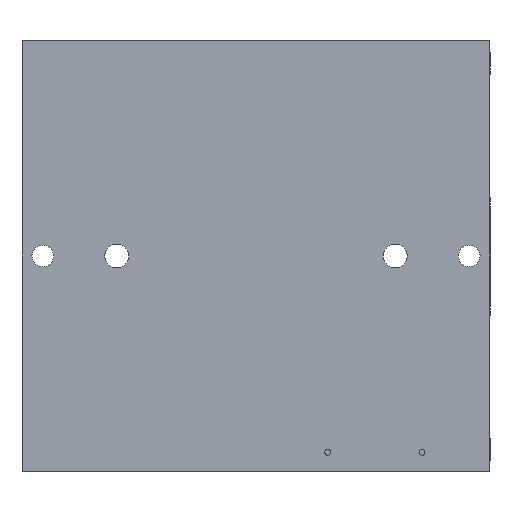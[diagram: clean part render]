
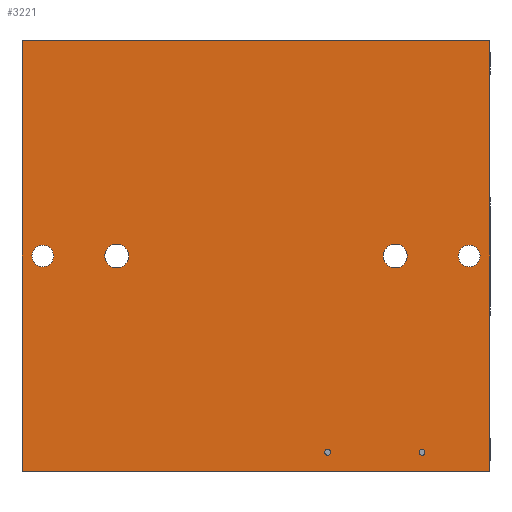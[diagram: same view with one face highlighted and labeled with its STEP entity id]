
A CAD part, front view. The second image highlights one B-rep face of the part: STEP entity #3221.
In plain terms, the highlighted planar face has unit normal (0, -1, 0).
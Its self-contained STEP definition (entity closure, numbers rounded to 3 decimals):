
#3 = ORIENTED_EDGE ( 'NONE', *, *, #1475, .F. ) ;
#18 = DIRECTION ( 'NONE',  ( 0., 0., -1. ) ) ;
#48 = CIRCLE ( 'NONE', #2235, 0.4 ) ;
#58 = FACE_OUTER_BOUND ( 'NONE', #2142, .T. ) ;
#86 = CARTESIAN_POINT ( 'NONE',  ( -12.61, 17.921, 30.188 ) ) ;
#131 = VERTEX_POINT ( 'NONE', #400 ) ;
#140 = AXIS2_PLACEMENT_3D ( 'NONE', #2334, #147, #2681 ) ;
#145 = ORIENTED_EDGE ( 'NONE', *, *, #3844, .F. ) ;
#147 = DIRECTION ( 'NONE',  ( 0., -1., 0. ) ) ;
#159 = FACE_BOUND ( 'NONE', #2031, .T. ) ;
#261 = LINE ( 'NONE', #768, #4001 ) ;
#271 = EDGE_CURVE ( 'NONE', #1472, #4132, #261, .T. ) ;
#273 = CARTESIAN_POINT ( 'NONE',  ( -22.56, 17.921, 30.328 ) ) ;
#278 = DIRECTION ( 'NONE',  ( 0., -1., 0. ) ) ;
#373 = ORIENTED_EDGE ( 'NONE', *, *, #3853, .F. ) ;
#400 = CARTESIAN_POINT ( 'NONE',  ( -9.81, 17.921, 57.727 ) ) ;
#451 = VERTEX_POINT ( 'NONE', #1691 ) ;
#477 = CARTESIAN_POINT ( 'NONE',  ( -60.06, 17.921, 28.728 ) ) ;
#520 = AXIS2_PLACEMENT_3D ( 'NONE', #1961, #4452, #2337 ) ;
#534 = VERTEX_POINT ( 'NONE', #3281 ) ;
#547 = ORIENTED_EDGE ( 'NONE', *, *, #1680, .F. ) ;
#568 = LINE ( 'NONE', #2489, #3918 ) ;
#611 = AXIS2_PLACEMENT_3D ( 'NONE', #4031, #1886, #4371 ) ;
#620 = CARTESIAN_POINT ( 'NONE',  ( -18.96, 17.921, 2.308 ) ) ;
#684 = CARTESIAN_POINT ( 'NONE',  ( -18.96, 17.921, 2.708 ) ) ;
#711 = VERTEX_POINT ( 'NONE', #2169 ) ;
#731 = EDGE_CURVE ( 'NONE', #2779, #4057, #752, .T. ) ;
#752 = CIRCLE ( 'NONE', #4550, 0.4 ) ;
#768 = CARTESIAN_POINT ( 'NONE',  ( -72.81, 17.921, 57.455 ) ) ;
#783 = VERTEX_POINT ( 'NONE', #1859 ) ;
#805 = CARTESIAN_POINT ( 'NONE',  ( -73.505, 17.921, 57.455 ) ) ;
#836 = DIRECTION ( 'NONE',  ( 0., 0., 1. ) ) ;
#907 = LINE ( 'NONE', #1023, #3663 ) ;
#911 = ORIENTED_EDGE ( 'NONE', *, *, #1559, .F. ) ;
#967 = ORIENTED_EDGE ( 'NONE', *, *, #2010, .F. ) ;
#971 = EDGE_CURVE ( 'NONE', #2707, #2183, #3549, .T. ) ;
#982 = DIRECTION ( 'NONE',  ( 0., 0., -1. ) ) ;
#995 = EDGE_LOOP ( 'NONE', ( #1870, #3816 ) ) ;
#1000 = FACE_BOUND ( 'NONE', #995, .T. ) ;
#1023 = CARTESIAN_POINT ( 'NONE',  ( -73.505, 17.921, 57.727 ) ) ;
#1042 = DIRECTION ( 'NONE',  ( -1., 0., 0. ) ) ;
#1126 = FACE_BOUND ( 'NONE', #3722, .T. ) ;
#1166 = DIRECTION ( 'NONE',  ( 0., 0., 1. ) ) ;
#1270 = DIRECTION ( 'NONE',  ( 0., -1., 0. ) ) ;
#1367 = ORIENTED_EDGE ( 'NONE', *, *, #4087, .F. ) ;
#1430 = VERTEX_POINT ( 'NONE', #86 ) ;
#1472 = VERTEX_POINT ( 'NONE', #3390 ) ;
#1475 = EDGE_CURVE ( 'NONE', #3741, #711, #2201, .T. ) ;
#1497 = AXIS2_PLACEMENT_3D ( 'NONE', #3411, #1270, #3780 ) ;
#1559 = EDGE_CURVE ( 'NONE', #2144, #534, #3136, .T. ) ;
#1624 = DIRECTION ( 'NONE',  ( 0., -1., 0. ) ) ;
#1666 = CARTESIAN_POINT ( 'NONE',  ( -70.01, 17.921, 28.728 ) ) ;
#1680 = EDGE_CURVE ( 'NONE', #4057, #2779, #48, .T. ) ;
#1691 = CARTESIAN_POINT ( 'NONE',  ( -12.61, 17.921, 27.268 ) ) ;
#1701 = AXIS2_PLACEMENT_3D ( 'NONE', #1666, #4172, #2033 ) ;
#1717 = DIRECTION ( 'NONE',  ( 0., -1., 0. ) ) ;
#1725 = EDGE_CURVE ( 'NONE', #1430, #451, #2696, .T. ) ;
#1825 = CIRCLE ( 'NONE', #3100, 1.6 ) ;
#1859 = CARTESIAN_POINT ( 'NONE',  ( -31.66, 17.921, 2.708 ) ) ;
#1869 = CIRCLE ( 'NONE', #611, 0.4 ) ;
#1870 = ORIENTED_EDGE ( 'NONE', *, *, #3488, .F. ) ;
#1886 = DIRECTION ( 'NONE',  ( 0., -1., 0. ) ) ;
#1924 = ORIENTED_EDGE ( 'NONE', *, *, #731, .F. ) ;
#1961 = CARTESIAN_POINT ( 'NONE',  ( -70.01, 17.921, 28.728 ) ) ;
#1977 = FACE_BOUND ( 'NONE', #3796, .T. ) ;
#2010 = EDGE_CURVE ( 'NONE', #131, #2691, #3980, .T. ) ;
#2031 = EDGE_LOOP ( 'NONE', ( #911, #145 ) ) ;
#2033 = DIRECTION ( 'NONE',  ( 0., 0., 1. ) ) ;
#2098 = EDGE_CURVE ( 'NONE', #711, #3741, #4239, .T. ) ;
#2100 = DIRECTION ( 'NONE',  ( 0., -1., 0. ) ) ;
#2125 = CARTESIAN_POINT ( 'NONE',  ( -60.06, 17.921, 30.328 ) ) ;
#2142 = EDGE_LOOP ( 'NONE', ( #967, #3208, #3237, #1367 ) ) ;
#2144 = VERTEX_POINT ( 'NONE', #273 ) ;
#2169 = CARTESIAN_POINT ( 'NONE',  ( -70.01, 17.921, 30.188 ) ) ;
#2183 = VERTEX_POINT ( 'NONE', #2502 ) ;
#2185 = DIRECTION ( 'NONE',  ( 0., -1., 0. ) ) ;
#2200 = EDGE_LOOP ( 'NONE', ( #547, #1924 ) ) ;
#2201 = CIRCLE ( 'NONE', #520, 1.46 ) ;
#2235 = AXIS2_PLACEMENT_3D ( 'NONE', #620, #3148, #982 ) ;
#2294 = EDGE_CURVE ( 'NONE', #783, #2719, #2932, .T. ) ;
#2334 = CARTESIAN_POINT ( 'NONE',  ( -31.66, 17.921, 2.308 ) ) ;
#2337 = DIRECTION ( 'NONE',  ( 0., 0., 1. ) ) ;
#2402 = CARTESIAN_POINT ( 'NONE',  ( -70.01, 17.921, 27.268 ) ) ;
#2439 = CARTESIAN_POINT ( 'NONE',  ( -60.06, 17.921, 28.728 ) ) ;
#2441 = ORIENTED_EDGE ( 'NONE', *, *, #2098, .F. ) ;
#2489 = CARTESIAN_POINT ( 'NONE',  ( -73.505, 17.921, -0.273 ) ) ;
#2502 = CARTESIAN_POINT ( 'NONE',  ( -60.06, 17.921, 27.128 ) ) ;
#2564 = AXIS2_PLACEMENT_3D ( 'NONE', #477, #3006, #836 ) ;
#2681 = DIRECTION ( 'NONE',  ( 0., 0., -1. ) ) ;
#2691 = VERTEX_POINT ( 'NONE', #4598 ) ;
#2696 = CIRCLE ( 'NONE', #2952, 1.46 ) ;
#2707 = VERTEX_POINT ( 'NONE', #2125 ) ;
#2713 = DIRECTION ( 'NONE',  ( 0., 0., -1. ) ) ;
#2719 = VERTEX_POINT ( 'NONE', #4254 ) ;
#2767 = AXIS2_PLACEMENT_3D ( 'NONE', #3778, #1624, #4134 ) ;
#2779 = VERTEX_POINT ( 'NONE', #684 ) ;
#2783 = CIRCLE ( 'NONE', #2767, 1.46 ) ;
#2803 = DIRECTION ( 'NONE',  ( 0., 0., 1. ) ) ;
#2932 = CIRCLE ( 'NONE', #140, 0.4 ) ;
#2939 = FACE_BOUND ( 'NONE', #3783, .T. ) ;
#2952 = AXIS2_PLACEMENT_3D ( 'NONE', #4232, #2100, #4593 ) ;
#3006 = DIRECTION ( 'NONE',  ( 0., -1., 0. ) ) ;
#3028 = VECTOR ( 'NONE', #2713, 1000. ) ;
#3065 = EDGE_CURVE ( 'NONE', #4132, #131, #907, .T. ) ;
#3100 = AXIS2_PLACEMENT_3D ( 'NONE', #3862, #1717, #4217 ) ;
#3136 = CIRCLE ( 'NONE', #1497, 1.6 ) ;
#3148 = DIRECTION ( 'NONE',  ( 0., -1., 0. ) ) ;
#3208 = ORIENTED_EDGE ( 'NONE', *, *, #3065, .F. ) ;
#3221 = ADVANCED_FACE ( 'NONE', ( #1126, #1977, #159, #2939, #3873, #1000, #58 ), #4035, .F. ) ;
#3237 = ORIENTED_EDGE ( 'NONE', *, *, #271, .F. ) ;
#3281 = CARTESIAN_POINT ( 'NONE',  ( -22.56, 17.921, 27.128 ) ) ;
#3324 = DIRECTION ( 'NONE',  ( 0., 1., 0. ) ) ;
#3330 = ORIENTED_EDGE ( 'NONE', *, *, #1725, .F. ) ;
#3349 = AXIS2_PLACEMENT_3D ( 'NONE', #2439, #278, #2803 ) ;
#3358 = ORIENTED_EDGE ( 'NONE', *, *, #4348, .F. ) ;
#3390 = CARTESIAN_POINT ( 'NONE',  ( -72.81, 17.921, -0.273 ) ) ;
#3411 = CARTESIAN_POINT ( 'NONE',  ( -22.56, 17.921, 28.728 ) ) ;
#3488 = EDGE_CURVE ( 'NONE', #2719, #783, #1869, .T. ) ;
#3549 = CIRCLE ( 'NONE', #2564, 1.6 ) ;
#3557 = CARTESIAN_POINT ( 'NONE',  ( -18.96, 17.921, 1.908 ) ) ;
#3663 = VECTOR ( 'NONE', #4241, 1000. ) ;
#3722 = EDGE_LOOP ( 'NONE', ( #3330, #3358 ) ) ;
#3730 = DIRECTION ( 'NONE',  ( 0., 0., 1. ) ) ;
#3741 = VERTEX_POINT ( 'NONE', #2402 ) ;
#3778 = CARTESIAN_POINT ( 'NONE',  ( -12.61, 17.921, 28.728 ) ) ;
#3780 = DIRECTION ( 'NONE',  ( 0., 0., 1. ) ) ;
#3783 = EDGE_LOOP ( 'NONE', ( #4204, #373 ) ) ;
#3796 = EDGE_LOOP ( 'NONE', ( #2441, #3 ) ) ;
#3816 = ORIENTED_EDGE ( 'NONE', *, *, #2294, .F. ) ;
#3844 = EDGE_CURVE ( 'NONE', #534, #2144, #1825, .T. ) ;
#3853 = EDGE_CURVE ( 'NONE', #2183, #2707, #4549, .T. ) ;
#3862 = CARTESIAN_POINT ( 'NONE',  ( -22.56, 17.921, 28.728 ) ) ;
#3873 = FACE_BOUND ( 'NONE', #2200, .T. ) ;
#3918 = VECTOR ( 'NONE', #1042, 1000. ) ;
#3980 = LINE ( 'NONE', #4485, #3028 ) ;
#4001 = VECTOR ( 'NONE', #3730, 1000. ) ;
#4031 = CARTESIAN_POINT ( 'NONE',  ( -31.66, 17.921, 2.308 ) ) ;
#4035 = PLANE ( 'NONE',  #4645 ) ;
#4057 = VERTEX_POINT ( 'NONE', #3557 ) ;
#4087 = EDGE_CURVE ( 'NONE', #2691, #1472, #568, .T. ) ;
#4132 = VERTEX_POINT ( 'NONE', #4295 ) ;
#4134 = DIRECTION ( 'NONE',  ( 0., 0., 1. ) ) ;
#4172 = DIRECTION ( 'NONE',  ( 0., -1., 0. ) ) ;
#4204 = ORIENTED_EDGE ( 'NONE', *, *, #971, .F. ) ;
#4217 = DIRECTION ( 'NONE',  ( 0., 0., 1. ) ) ;
#4232 = CARTESIAN_POINT ( 'NONE',  ( -12.61, 17.921, 28.728 ) ) ;
#4239 = CIRCLE ( 'NONE', #1701, 1.46 ) ;
#4241 = DIRECTION ( 'NONE',  ( 1., 0., 0. ) ) ;
#4254 = CARTESIAN_POINT ( 'NONE',  ( -31.66, 17.921, 1.908 ) ) ;
#4295 = CARTESIAN_POINT ( 'NONE',  ( -72.81, 17.921, 57.727 ) ) ;
#4318 = CARTESIAN_POINT ( 'NONE',  ( -18.96, 17.921, 2.308 ) ) ;
#4348 = EDGE_CURVE ( 'NONE', #451, #1430, #2783, .T. ) ;
#4371 = DIRECTION ( 'NONE',  ( 0., 0., -1. ) ) ;
#4452 = DIRECTION ( 'NONE',  ( 0., -1., 0. ) ) ;
#4485 = CARTESIAN_POINT ( 'NONE',  ( -9.81, 17.921, 57.455 ) ) ;
#4549 = CIRCLE ( 'NONE', #3349, 1.6 ) ;
#4550 = AXIS2_PLACEMENT_3D ( 'NONE', #4318, #2185, #18 ) ;
#4593 = DIRECTION ( 'NONE',  ( 0., 0., 1. ) ) ;
#4598 = CARTESIAN_POINT ( 'NONE',  ( -9.81, 17.921, -0.273 ) ) ;
#4645 = AXIS2_PLACEMENT_3D ( 'NONE', #805, #3324, #1166 ) ;
